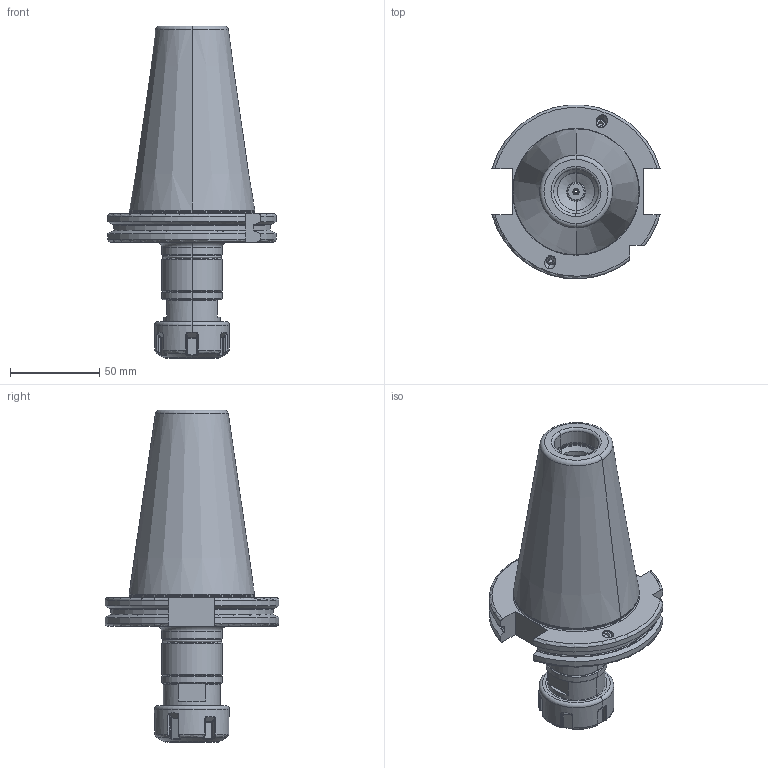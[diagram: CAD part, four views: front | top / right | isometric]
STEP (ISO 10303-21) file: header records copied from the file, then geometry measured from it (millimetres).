
FILE_DESCRIPTION((''),'2;1');
FILE_NAME('503_16_02_16','2020-09-23T',('104091'),(''),'CREO PARAMETRIC BY PTC INC, 2016260','CREO PARAMETRIC BY PTC INC, 2016260','');
FILE_SCHEMA(('CONFIG_CONTROL_DESIGN'));
Length unit declared in the file: millimetre
Products named in the file (1): 503_16_02_16
Bounding box: 94.05 x 97.31 x 185.75 mm (x, y, z)
Volume: 372150.2 mm3; surface area: 60576.2 mm2
Topology: 3 solids, 3 shells, 402 faces, 959 edges, 574 vertices
Faces by surface type: cylinder 101, plane 99, cone 68, torus 62, bspline 60, sphere 12
Entity records: 14774 total; most frequent: CARTESIAN_POINT 5888, ORIENTED_EDGE 1906, DIRECTION 1736, EDGE_CURVE 953, AXIS2_PLACEMENT_3D 680, VERTEX_POINT 574, EDGE_LOOP 429, FACE_OUTER_BOUND 402
